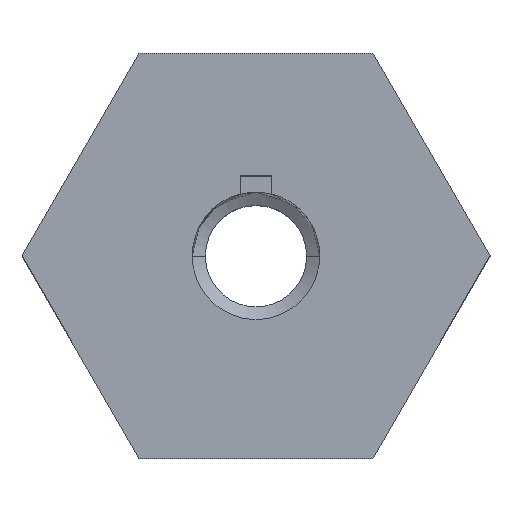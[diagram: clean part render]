
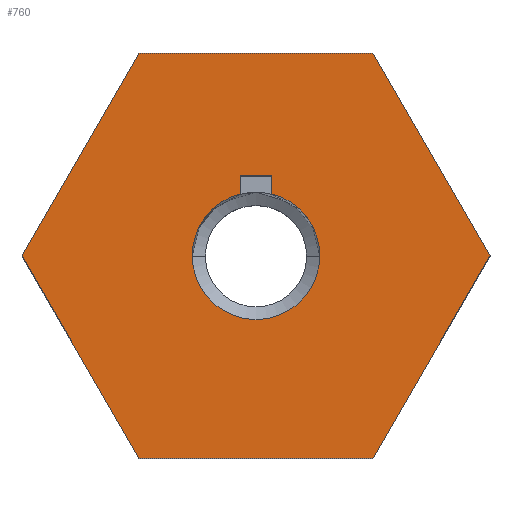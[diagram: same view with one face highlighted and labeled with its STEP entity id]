
A CAD part, top view. The second image highlights one B-rep face of the part: STEP entity #760.
In plain terms, the highlighted planar face has unit normal (0, 0, 1).
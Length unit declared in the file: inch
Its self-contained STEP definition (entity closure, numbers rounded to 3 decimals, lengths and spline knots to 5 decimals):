
#273=CARTESIAN_POINT('',(0.15748,0.,0.7874));
#274=VERTEX_POINT('',#273);
#282=CARTESIAN_POINT('',(-0.15748,0.,0.7874));
#283=VERTEX_POINT('',#282);
#290=CARTESIAN_POINT('',(0.0,0.0,0.7874));
#291=DIRECTION('',(0.0,0.0,-1.0));
#292=DIRECTION('',(1.0,0.0,0.0));
#293=AXIS2_PLACEMENT_3D('',#290,#291,#292);
#294=CIRCLE('',#293,0.15748);
#295=EDGE_CURVE('',#274,#283,#294,.T.);
#315=CARTESIAN_POINT('',(0.03937,0.15248,0.7874));
#316=VERTEX_POINT('',#315);
#323=CARTESIAN_POINT('',(0.03937,0.19685,0.7874));
#324=VERTEX_POINT('',#323);
#325=CARTESIAN_POINT('',(0.03937,0.19685,0.7874));
#326=DIRECTION('',(0.0,-1.0,0.0));
#327=VECTOR('',#326,0.04437);
#328=LINE('',#325,#327);
#329=EDGE_CURVE('',#324,#316,#328,.T.);
#354=CARTESIAN_POINT('',(-0.03937,0.19685,0.7874));
#355=VERTEX_POINT('',#354);
#356=CARTESIAN_POINT('',(-0.03937,0.19685,0.7874));
#357=DIRECTION('',(1.0,0.0,0.0));
#358=VECTOR('',#357,0.07874);
#359=LINE('',#356,#358);
#360=EDGE_CURVE('',#355,#324,#359,.T.);
#385=CARTESIAN_POINT('',(-0.03937,0.15248,0.7874));
#386=VERTEX_POINT('',#385);
#387=CARTESIAN_POINT('',(-0.03937,0.15248,0.7874));
#388=DIRECTION('',(0.0,1.0,0.0));
#389=VECTOR('',#388,0.04437);
#390=LINE('',#387,#389);
#391=EDGE_CURVE('',#386,#355,#390,.T.);
#447=CARTESIAN_POINT('',(0.0,0.0,0.7874));
#448=DIRECTION('',(0.0,0.0,-1.0));
#449=DIRECTION('',(1.0,0.0,0.0));
#450=AXIS2_PLACEMENT_3D('',#447,#448,#449);
#451=CIRCLE('',#450,0.15748);
#452=EDGE_CURVE('',#316,#274,#451,.T.);
#457=CARTESIAN_POINT('',(0.0,0.0,0.7874));
#458=DIRECTION('',(0.0,0.0,-1.0));
#459=DIRECTION('',(1.0,0.0,0.0));
#460=AXIS2_PLACEMENT_3D('',#457,#458,#459);
#461=CIRCLE('',#460,0.15748);
#462=EDGE_CURVE('',#283,#386,#461,.T.);
#558=CARTESIAN_POINT('',(0.28868,-0.5,0.7874));
#559=VERTEX_POINT('',#558);
#560=CARTESIAN_POINT('',(-0.28868,-0.5,0.7874));
#561=VERTEX_POINT('',#560);
#562=CARTESIAN_POINT('',(0.28868,-0.5,0.7874));
#563=DIRECTION('',(-1.0,0.0,0.0));
#564=VECTOR('',#563,0.57735);
#565=LINE('',#562,#564);
#566=EDGE_CURVE('',#559,#561,#565,.T.);
#598=CARTESIAN_POINT('',(-0.57735,0.,0.7874));
#599=VERTEX_POINT('',#598);
#600=CARTESIAN_POINT('',(-0.28868,-0.5,0.7874));
#601=DIRECTION('',(-0.5,0.866,0.0));
#602=VECTOR('',#601,0.57735);
#603=LINE('',#600,#602);
#604=EDGE_CURVE('',#561,#599,#603,.T.);
#629=CARTESIAN_POINT('',(-0.28868,0.5,0.7874));
#630=VERTEX_POINT('',#629);
#631=CARTESIAN_POINT('',(-0.57735,0.,0.7874));
#632=DIRECTION('',(0.5,0.866,0.0));
#633=VECTOR('',#632,0.57735);
#634=LINE('',#631,#633);
#635=EDGE_CURVE('',#599,#630,#634,.T.);
#660=CARTESIAN_POINT('',(0.28868,0.5,0.7874));
#661=VERTEX_POINT('',#660);
#662=CARTESIAN_POINT('',(-0.28868,0.5,0.7874));
#663=DIRECTION('',(1.0,0.0,0.0));
#664=VECTOR('',#663,0.57735);
#665=LINE('',#662,#664);
#666=EDGE_CURVE('',#630,#661,#665,.T.);
#691=CARTESIAN_POINT('',(0.57735,0.,0.7874));
#692=VERTEX_POINT('',#691);
#693=CARTESIAN_POINT('',(0.28868,0.5,0.7874));
#694=DIRECTION('',(0.5,-0.866,0.0));
#695=VECTOR('',#694,0.57735);
#696=LINE('',#693,#695);
#697=EDGE_CURVE('',#661,#692,#696,.T.);
#722=CARTESIAN_POINT('',(0.57735,0.,0.7874));
#723=DIRECTION('',(-0.5,-0.866,0.0));
#724=VECTOR('',#723,0.57735);
#725=LINE('',#722,#724);
#726=EDGE_CURVE('',#692,#559,#725,.T.);
#739=CARTESIAN_POINT('',(0.,0.,0.7874));
#740=DIRECTION('',(0.0,0.0,1.0));
#741=DIRECTION('',(1.0,0.0,0.0));
#742=AXIS2_PLACEMENT_3D('',#739,#740,#741);
#743=PLANE('',#742);
#744=ORIENTED_EDGE('',*,*,#566,.F.);
#745=ORIENTED_EDGE('',*,*,#726,.F.);
#746=ORIENTED_EDGE('',*,*,#697,.F.);
#747=ORIENTED_EDGE('',*,*,#666,.F.);
#748=ORIENTED_EDGE('',*,*,#635,.F.);
#749=ORIENTED_EDGE('',*,*,#604,.F.);
#750=EDGE_LOOP('',(#744,#745,#746,#747,#748,#749));
#751=FACE_OUTER_BOUND('',#750,.T.);
#752=ORIENTED_EDGE('',*,*,#329,.T.);
#753=ORIENTED_EDGE('',*,*,#452,.T.);
#754=ORIENTED_EDGE('',*,*,#295,.T.);
#755=ORIENTED_EDGE('',*,*,#462,.T.);
#756=ORIENTED_EDGE('',*,*,#391,.T.);
#757=ORIENTED_EDGE('',*,*,#360,.T.);
#758=EDGE_LOOP('',(#752,#753,#754,#755,#756,#757));
#759=FACE_BOUND('',#758,.T.);
#760=ADVANCED_FACE('',(#751,#759),#743,.T.);
